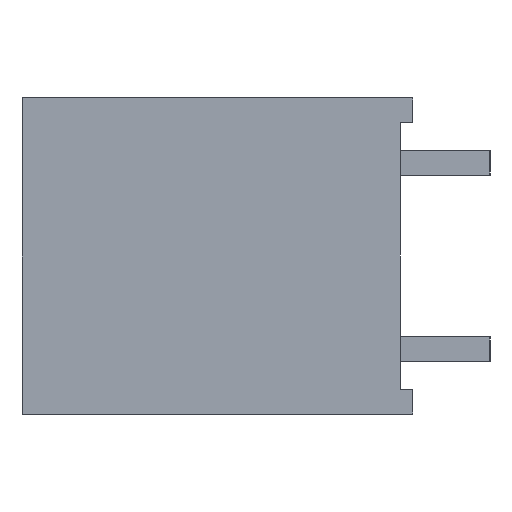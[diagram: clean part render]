
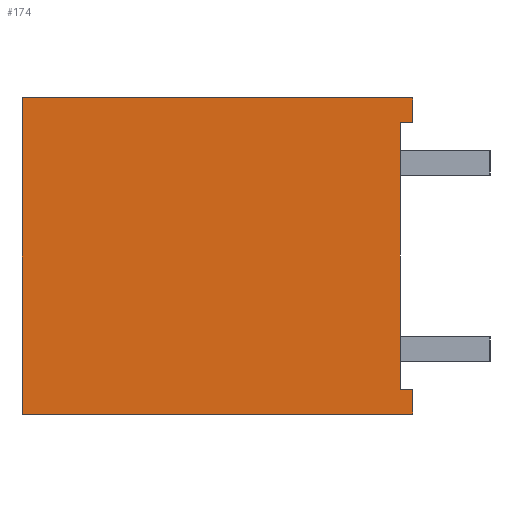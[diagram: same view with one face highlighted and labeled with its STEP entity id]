
A CAD part, left-side view. The second image highlights one B-rep face of the part: STEP entity #174.
In plain terms, the highlighted planar face has unit normal (-1, 0, 0).
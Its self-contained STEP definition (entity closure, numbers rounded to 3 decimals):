
#84 = LINE ( 'NONE', #87, #1649 ) ;
#87 = CARTESIAN_POINT ( 'NONE',  ( -14.5, 0.5, 5.35 ) ) ;
#98 = VERTEX_POINT ( 'NONE', #537 ) ;
#169 = VERTEX_POINT ( 'NONE', #1196 ) ;
#174 = ADVANCED_FACE ( 'NONE', ( #1088 ), #1551, .F. ) ;
#204 = EDGE_CURVE ( 'NONE', #2135, #98, #1409, .T. ) ;
#205 = ORIENTED_EDGE ( 'NONE', *, *, #383, .F. ) ;
#226 = CARTESIAN_POINT ( 'NONE',  ( -14.5, 15.7, 6.35 ) ) ;
#235 = VERTEX_POINT ( 'NONE', #1353 ) ;
#383 = EDGE_CURVE ( 'NONE', #1796, #98, #2146, .T. ) ;
#438 = CARTESIAN_POINT ( 'NONE',  ( -14.5, 0.5, 5.35 ) ) ;
#445 = EDGE_LOOP ( 'NONE', ( #2060, #205, #628, #2434, #1627, #680, #936, #2274 ) ) ;
#451 = DIRECTION ( 'NONE',  ( 0., -1., 0. ) ) ;
#526 = DIRECTION ( 'NONE',  ( 1., 0., 0. ) ) ;
#536 = DIRECTION ( 'NONE',  ( 0., 0., 1. ) ) ;
#537 = CARTESIAN_POINT ( 'NONE',  ( -14.5, 0., -5.35 ) ) ;
#597 = EDGE_CURVE ( 'NONE', #169, #235, #84, .T. ) ;
#628 = ORIENTED_EDGE ( 'NONE', *, *, #2043, .F. ) ;
#641 = DIRECTION ( 'NONE',  ( 0., 0., 1. ) ) ;
#670 = VECTOR ( 'NONE', #536, 1000. ) ;
#680 = ORIENTED_EDGE ( 'NONE', *, *, #1608, .F. ) ;
#682 = VERTEX_POINT ( 'NONE', #2501 ) ;
#763 = CARTESIAN_POINT ( 'NONE',  ( -14.5, 15.7, -6.35 ) ) ;
#806 = DIRECTION ( 'NONE',  ( 0., -1., 0. ) ) ;
#921 = AXIS2_PLACEMENT_3D ( 'NONE', #1783, #526, #1802 ) ;
#936 = ORIENTED_EDGE ( 'NONE', *, *, #1877, .F. ) ;
#950 = CARTESIAN_POINT ( 'NONE',  ( -14.5, 0., 6.35 ) ) ;
#1088 = FACE_OUTER_BOUND ( 'NONE', #445, .T. ) ;
#1097 = VECTOR ( 'NONE', #2036, 1000. ) ;
#1099 = VECTOR ( 'NONE', #451, 1000. ) ;
#1161 = CARTESIAN_POINT ( 'NONE',  ( -14.5, 0., 6.35 ) ) ;
#1196 = CARTESIAN_POINT ( 'NONE',  ( -14.5, 0.5, 5.35 ) ) ;
#1273 = CARTESIAN_POINT ( 'NONE',  ( -14.5, 15.7, -6.35 ) ) ;
#1350 = DIRECTION ( 'NONE',  ( 0., 0., 1. ) ) ;
#1353 = CARTESIAN_POINT ( 'NONE',  ( -14.5, 0., 5.35 ) ) ;
#1361 = VERTEX_POINT ( 'NONE', #763 ) ;
#1407 = VECTOR ( 'NONE', #1350, 1000. ) ;
#1409 = LINE ( 'NONE', #1161, #670 ) ;
#1442 = VECTOR ( 'NONE', #806, 1000. ) ;
#1495 = LINE ( 'NONE', #226, #1442 ) ;
#1551 = PLANE ( 'NONE',  #921 ) ;
#1608 = EDGE_CURVE ( 'NONE', #1790, #682, #1495, .T. ) ;
#1627 = ORIENTED_EDGE ( 'NONE', *, *, #2574, .T. ) ;
#1649 = VECTOR ( 'NONE', #1689, 1000. ) ;
#1689 = DIRECTION ( 'NONE',  ( 0., -1., 0. ) ) ;
#1783 = CARTESIAN_POINT ( 'NONE',  ( -14.5, 15.7, 6.35 ) ) ;
#1790 = VERTEX_POINT ( 'NONE', #2207 ) ;
#1796 = VERTEX_POINT ( 'NONE', #2132 ) ;
#1802 = DIRECTION ( 'NONE',  ( 0., 0., -1. ) ) ;
#1846 = EDGE_CURVE ( 'NONE', #1361, #2135, #2315, .T. ) ;
#1863 = LINE ( 'NONE', #950, #1407 ) ;
#1877 = EDGE_CURVE ( 'NONE', #1361, #1790, #1988, .T. ) ;
#1885 = CARTESIAN_POINT ( 'NONE',  ( -14.5, 15.7, 6.35 ) ) ;
#1938 = VECTOR ( 'NONE', #2248, 1000. ) ;
#1988 = LINE ( 'NONE', #1885, #2350 ) ;
#2036 = DIRECTION ( 'NONE',  ( 0., -1., 0. ) ) ;
#2043 = EDGE_CURVE ( 'NONE', #169, #1796, #2377, .T. ) ;
#2053 = CARTESIAN_POINT ( 'NONE',  ( -14.5, 0.5, -5.35 ) ) ;
#2060 = ORIENTED_EDGE ( 'NONE', *, *, #204, .T. ) ;
#2132 = CARTESIAN_POINT ( 'NONE',  ( -14.5, 0.5, -5.35 ) ) ;
#2135 = VERTEX_POINT ( 'NONE', #2459 ) ;
#2146 = LINE ( 'NONE', #2053, #1097 ) ;
#2207 = CARTESIAN_POINT ( 'NONE',  ( -14.5, 15.7, 6.35 ) ) ;
#2248 = DIRECTION ( 'NONE',  ( 0., 0., -1. ) ) ;
#2274 = ORIENTED_EDGE ( 'NONE', *, *, #1846, .T. ) ;
#2315 = LINE ( 'NONE', #1273, #1099 ) ;
#2350 = VECTOR ( 'NONE', #641, 1000. ) ;
#2377 = LINE ( 'NONE', #438, #1938 ) ;
#2434 = ORIENTED_EDGE ( 'NONE', *, *, #597, .T. ) ;
#2459 = CARTESIAN_POINT ( 'NONE',  ( -14.5, 0., -6.35 ) ) ;
#2501 = CARTESIAN_POINT ( 'NONE',  ( -14.5, 0., 6.35 ) ) ;
#2574 = EDGE_CURVE ( 'NONE', #235, #682, #1863, .T. ) ;
